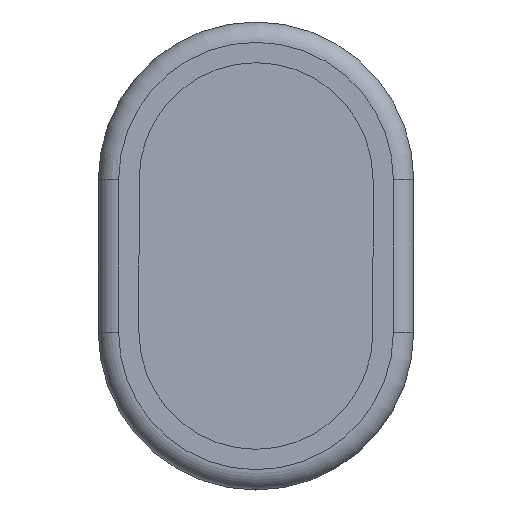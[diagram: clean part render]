
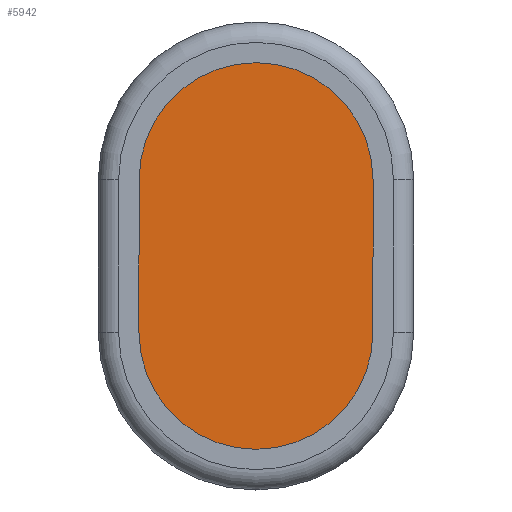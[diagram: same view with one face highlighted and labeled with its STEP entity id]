
A CAD part, front view. The second image highlights one B-rep face of the part: STEP entity #5942.
In plain terms, the highlighted planar face has unit normal (0, -1, 0).
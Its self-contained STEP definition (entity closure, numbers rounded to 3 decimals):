
#2076=CARTESIAN_POINT('',(50.59,0.2,-46.515));
#2077=DIRECTION('',(0.,1.,0.));
#2078=DIRECTION('',(1.,0.,0.));
#2079=AXIS2_PLACEMENT_3D('',#2076,#2077,#2078);
#2081=CARTESIAN_POINT('',(50.59,0.2,-46.515));
#2082=DIRECTION('',(0.,1.,0.));
#2083=DIRECTION('',(0.,0.,-1.));
#2084=AXIS2_PLACEMENT_3D('',#2081,#2082,#2083);
#2086=CARTESIAN_POINT('',(50.594,0.2,-31.515));
#2087=DIRECTION('',(0.,1.,0.));
#2088=DIRECTION('',(-1.,0.,0.));
#2089=AXIS2_PLACEMENT_3D('',#2086,#2087,#2088);
#2091=CARTESIAN_POINT('',(50.594,0.2,-31.515));
#2092=DIRECTION('',(0.,1.,0.));
#2093=DIRECTION('',(0.,0.,1.));
#2094=AXIS2_PLACEMENT_3D('',#2091,#2092,#2093);
#2096=DIRECTION('',(0.,0.,-1.));
#2097=VECTOR('',#2096,15.);
#2098=CARTESIAN_POINT('',(62.094,0.2,-31.518));
#2099=LINE('',#2098,#2097);
#2104=DIRECTION('',(0.,0.,1.));
#2105=VECTOR('',#2104,15.);
#2106=CARTESIAN_POINT('',(39.09,0.2,-46.511));
#2107=LINE('',#2106,#2105);
#2196=CARTESIAN_POINT('',(62.09,0.2,-46.518));
#2197=VERTEX_POINT('',#2196);
#2198=CARTESIAN_POINT('',(50.587,0.2,-58.015));
#2199=VERTEX_POINT('',#2198);
#2200=CARTESIAN_POINT('',(39.09,0.2,-46.511));
#2201=VERTEX_POINT('',#2200);
#2202=CARTESIAN_POINT('',(62.094,0.2,-31.518));
#2203=VERTEX_POINT('',#2202);
#2204=CARTESIAN_POINT('',(50.598,0.2,-20.015));
#2205=VERTEX_POINT('',#2204);
#2206=CARTESIAN_POINT('',(39.094,0.2,-31.511));
#2207=VERTEX_POINT('',#2206);
#5926=CARTESIAN_POINT('',(50.592,0.2,-39.015));
#5927=DIRECTION('',(0.,1.,0.));
#5928=DIRECTION('',(0.,0.,1.));
#5929=AXIS2_PLACEMENT_3D('',#5926,#5927,#5928);
#5930=PLANE('',#5929);
#5931=ORIENTED_EDGE('',*,*,#5893,.T.);
#5932=ORIENTED_EDGE('',*,*,#5891,.T.);
#5934=ORIENTED_EDGE('',*,*,#5933,.T.);
#5936=ORIENTED_EDGE('',*,*,#5935,.T.);
#5938=ORIENTED_EDGE('',*,*,#5937,.T.);
#5939=ORIENTED_EDGE('',*,*,#5911,.T.);
#5940=EDGE_LOOP('',(#5931,#5932,#5934,#5936,#5938,#5939));
#5941=FACE_OUTER_BOUND('',#5940,.F.);
#2080=CIRCLE('',#2079,11.5);
#2085=CIRCLE('',#2084,11.5);
#2090=CIRCLE('',#2089,11.5);
#2095=CIRCLE('',#2094,11.5);
#5891=EDGE_CURVE('',#2199,#2201,#2085,.T.);
#5893=EDGE_CURVE('',#2197,#2199,#2080,.T.);
#5911=EDGE_CURVE('',#2203,#2197,#2099,.T.);
#5933=EDGE_CURVE('',#2201,#2207,#2107,.T.);
#5935=EDGE_CURVE('',#2207,#2205,#2090,.T.);
#5937=EDGE_CURVE('',#2205,#2203,#2095,.T.);
#5942=ADVANCED_FACE('',(#5941),#5930,.F.);
